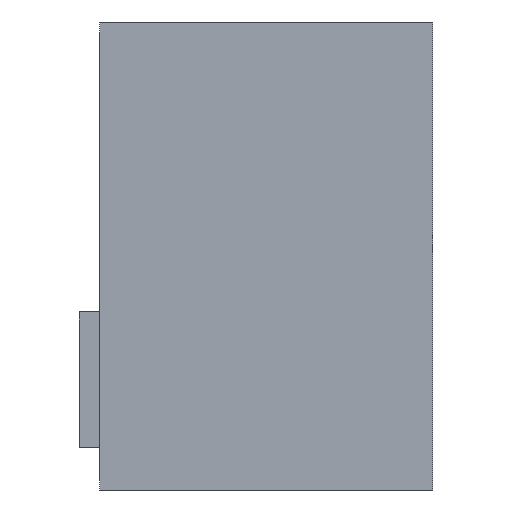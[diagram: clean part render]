
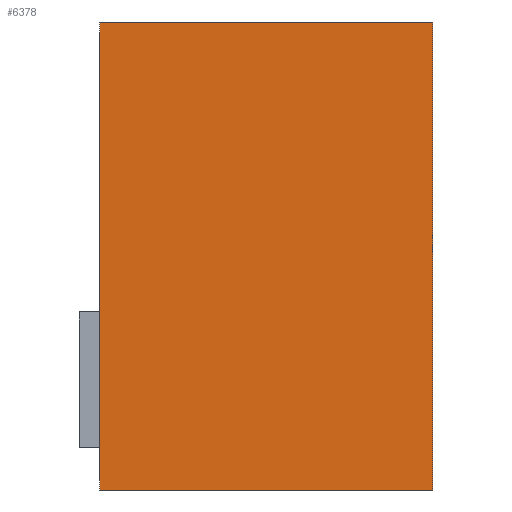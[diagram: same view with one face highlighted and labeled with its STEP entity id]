
A CAD part, left-side view. The second image highlights one B-rep face of the part: STEP entity #6378.
In plain terms, the highlighted planar face has unit normal (-1, 0, 0).
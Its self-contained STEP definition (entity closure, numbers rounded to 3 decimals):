
#392=FACE_OUTER_BOUND('',#756,.T.);
#756=EDGE_LOOP('',(#4475,#4476,#4477,#4478));
#1152=LINE('',#8656,#1929);
#1167=LINE('',#8685,#1944);
#1269=LINE('',#8936,#2046);
#1270=LINE('',#8937,#2047);
#1929=VECTOR('',#7089,10.);
#1944=VECTOR('',#7110,10.);
#2046=VECTOR('',#7352,10.);
#2047=VECTOR('',#7353,10.);
#2706=VERTEX_POINT('',#8654);
#2707=VERTEX_POINT('',#8655);
#2718=VERTEX_POINT('',#8683);
#2797=VERTEX_POINT('',#8935);
#3311=EDGE_CURVE('',#2706,#2707,#1152,.T.);
#3326=EDGE_CURVE('',#2707,#2718,#1167,.T.);
#3448=EDGE_CURVE('',#2797,#2718,#1269,.T.);
#3449=EDGE_CURVE('',#2706,#2797,#1270,.T.);
#4475=ORIENTED_EDGE('',*,*,#3311,.T.);
#4476=ORIENTED_EDGE('',*,*,#3326,.T.);
#4477=ORIENTED_EDGE('',*,*,#3448,.F.);
#4478=ORIENTED_EDGE('',*,*,#3449,.F.);
#6088=PLANE('',#6764);
#6378=ADVANCED_FACE('',(#392),#6088,.T.);
#6764=AXIS2_PLACEMENT_3D('',#8934,#7350,#7351);
#7089=DIRECTION('',(0.,0.,-1.));
#7110=DIRECTION('',(0.,-1.,0.));
#7350=DIRECTION('center_axis',(-1.,0.,0.));
#7351=DIRECTION('ref_axis',(0.,0.,-1.));
#7352=DIRECTION('',(0.,0.,-1.));
#7353=DIRECTION('',(0.,-1.,0.));
#8654=CARTESIAN_POINT('',(-73.969,2.,82.646));
#8655=CARTESIAN_POINT('',(-73.969,2.,13.812));
#8656=CARTESIAN_POINT('',(-73.969,2.,65.437));
#8683=CARTESIAN_POINT('',(-73.969,-47.,13.812));
#8685=CARTESIAN_POINT('',(-73.969,3.,13.812));
#8934=CARTESIAN_POINT('Origin',(-73.969,3.,82.646));
#8935=CARTESIAN_POINT('',(-73.969,-47.,82.646));
#8936=CARTESIAN_POINT('',(-73.969,-47.,-32.508));
#8937=CARTESIAN_POINT('',(-73.969,3.,82.646));
